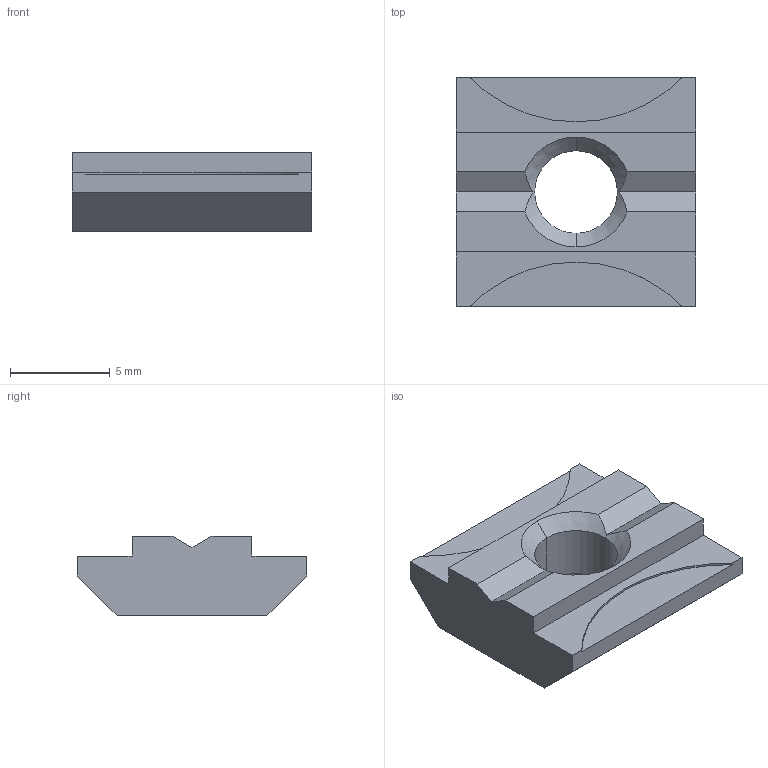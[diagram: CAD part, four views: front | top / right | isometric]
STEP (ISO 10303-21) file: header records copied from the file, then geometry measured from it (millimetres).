
FILE_DESCRIPTION(('STEP AP214'),'1');
FILE_NAME('cctmp_90E4CC8E-3872-4304-99C9-CA5D718EEAEA_2020_1_10_10_25_9_524..stp','2020-01-10T09:25:09',('Bosch Rexroth AG'),('CADClick - www.CADClick.com'),'Spatial InterOp 3D',' ','unknown authorization - (Healing Option Enabled)');
FILE_SCHEMA(('AUTOMOTIVE_DESIGN'));
Length unit declared in the file: millimetre
Products named in the file (1): 2020_01_10__10-25-09-524
Bounding box: 12 x 11.5 x 4 mm (x, y, z)
Volume: 370.3 mm3; surface area: 433.6 mm2
Topology: 1 solids, 1 shells, 29 faces, 80 edges, 52 vertices
Faces by surface type: plane 19, cylinder 6, cone 4
Entity records: 1184 total; most frequent: CARTESIAN_POINT 162, DIRECTION 162, ORIENTED_EDGE 160, EDGE_CURVE 80, LINE 58, VECTOR 58, AXIS2_PLACEMENT_3D 52, VERTEX_POINT 52
